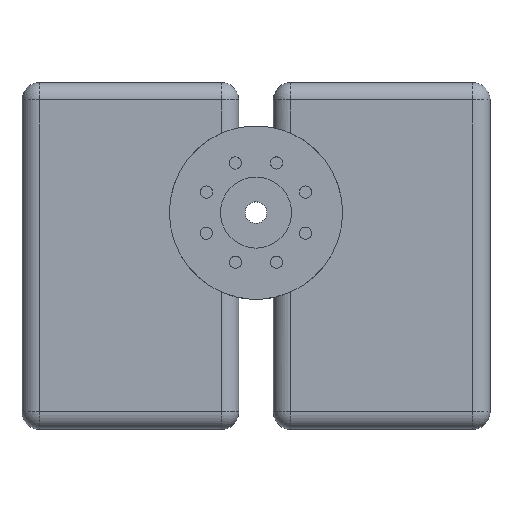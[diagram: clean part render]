
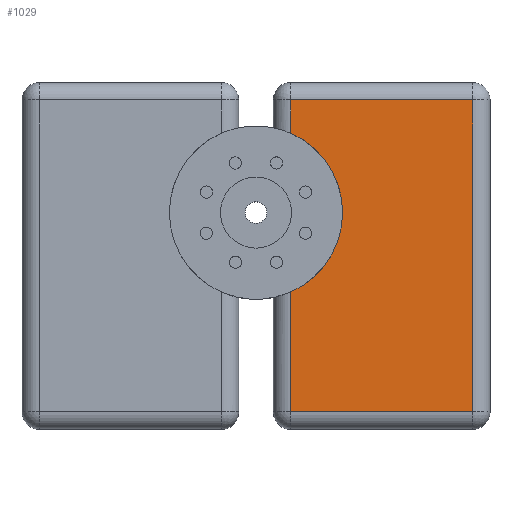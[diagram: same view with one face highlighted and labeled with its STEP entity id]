
A CAD part, top view. The second image highlights one B-rep face of the part: STEP entity #1029.
In plain terms, the highlighted planar face has unit normal (0, 0, 1).
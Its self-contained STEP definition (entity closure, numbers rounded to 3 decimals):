
#136=FACE_OUTER_BOUND('',#215,.T.);
#215=EDGE_LOOP('',(#903,#904,#905,#906,#907,#908));
#283=CIRCLE('',#1169,10.);
#330=LINE('',#1731,#399);
#332=LINE('',#1741,#401);
#334=LINE('',#1744,#403);
#336=LINE('',#1747,#405);
#339=LINE('',#1768,#408);
#399=VECTOR('',#1364,10.);
#401=VECTOR('',#1368,10.);
#403=VECTOR('',#1372,10.);
#405=VECTOR('',#1376,10.);
#408=VECTOR('',#1381,10.);
#474=VERTEX_POINT('',#1682);
#477=VERTEX_POINT('',#1692);
#480=VERTEX_POINT('',#1702);
#483=VERTEX_POINT('',#1712);
#486=VERTEX_POINT('',#1722);
#488=VERTEX_POINT('',#1750);
#598=EDGE_CURVE('',#486,#483,#330,.T.);
#601=EDGE_CURVE('',#483,#480,#332,.T.);
#603=EDGE_CURVE('',#480,#477,#334,.T.);
#605=EDGE_CURVE('',#477,#474,#336,.T.);
#610=EDGE_CURVE('',#474,#488,#339,.T.);
#648=EDGE_CURVE('',#486,#488,#283,.T.);
#903=ORIENTED_EDGE('',*,*,#598,.F.);
#904=ORIENTED_EDGE('',*,*,#648,.T.);
#905=ORIENTED_EDGE('',*,*,#610,.F.);
#906=ORIENTED_EDGE('',*,*,#605,.F.);
#907=ORIENTED_EDGE('',*,*,#603,.F.);
#908=ORIENTED_EDGE('',*,*,#601,.F.);
#962=PLANE('',#1177);
#1029=ADVANCED_FACE('',(#136),#962,.T.);
#1169=AXIS2_PLACEMENT_3D('',#1852,#1491,#1492);
#1177=AXIS2_PLACEMENT_3D('',#1861,#1508,#1509);
#1364=DIRECTION('',(0.,1.,0.));
#1368=DIRECTION('',(1.,0.,0.));
#1372=DIRECTION('',(0.,-1.,0.));
#1376=DIRECTION('',(-1.,0.,0.));
#1381=DIRECTION('',(0.,1.,0.));
#1491=DIRECTION('center_axis',(0.,0.,-1.));
#1492=DIRECTION('ref_axis',(1.,0.,0.));
#1508=DIRECTION('center_axis',(0.,0.,1.));
#1509=DIRECTION('ref_axis',(1.,0.,0.));
#1682=CARTESIAN_POINT('',(4.,-23.,8.2));
#1692=CARTESIAN_POINT('',(25.,-23.,8.2));
#1702=CARTESIAN_POINT('',(25.,13.,8.2));
#1712=CARTESIAN_POINT('',(4.,13.,8.2));
#1722=CARTESIAN_POINT('',(4.,9.165,8.2));
#1731=CARTESIAN_POINT('',(4.,5.,8.2));
#1741=CARTESIAN_POINT('',(13.5,13.,8.2));
#1744=CARTESIAN_POINT('',(25.,-15.,8.2));
#1747=CARTESIAN_POINT('',(1.,-23.,8.2));
#1750=CARTESIAN_POINT('',(4.,-9.165,8.2));
#1768=CARTESIAN_POINT('',(4.,-7.399,8.2));
#1852=CARTESIAN_POINT('Origin',(0.,0.,8.2));
#1861=CARTESIAN_POINT('Origin',(0.,-5.,8.2));
